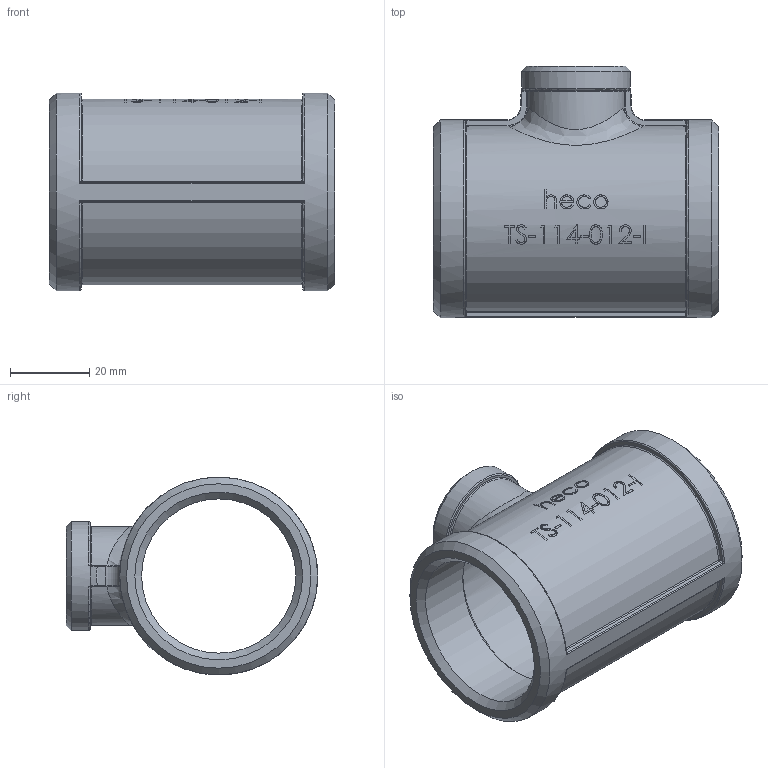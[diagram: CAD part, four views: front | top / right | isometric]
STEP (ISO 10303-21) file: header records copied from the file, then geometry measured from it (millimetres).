
FILE_DESCRIPTION (( 'STEP AP214' ), '1' );
FILE_NAME ('heco_TS-114-012-I.STEP', '2016-06-27T13:35:36', ( '' ), ( '' ), 'SwSTEP 2.0', 'SolidWorks 2011', '' );
FILE_SCHEMA (( 'AUTOMOTIVE_DESIGN' ));
Length unit declared in the file: millimetre
Products named in the file (1): heco_TS-114-012-I
Bounding box: 72 x 63.5 x 50 mm (x, y, z)
Volume: 36463.9 mm3; surface area: 23853.1 mm2
Topology: 1 solids, 1 shells, 276 faces, 687 edges, 432 vertices
Faces by surface type: bspline 102, plane 82, cylinder 57, torus 14, sphere 12, cone 9
Full cylindrical faces by diameter (mm): 18.631 x1, 20.6 x1, 27.5 x1, 38.952 x2, 42.6 x1, 50 x1
Entity records: 22202 total; most frequent: CARTESIAN_POINT 15273, ORIENTED_EDGE 1320, DIRECTION 823, EDGE_CURVE 660, VERTEX_POINT 426, B_SPLINE_CURVE_WITH_KNOTS 334, AXIS2_PLACEMENT_3D 322, EDGE_LOOP 320
